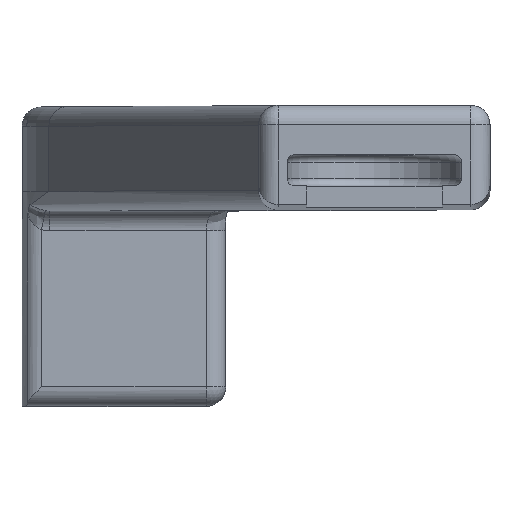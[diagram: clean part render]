
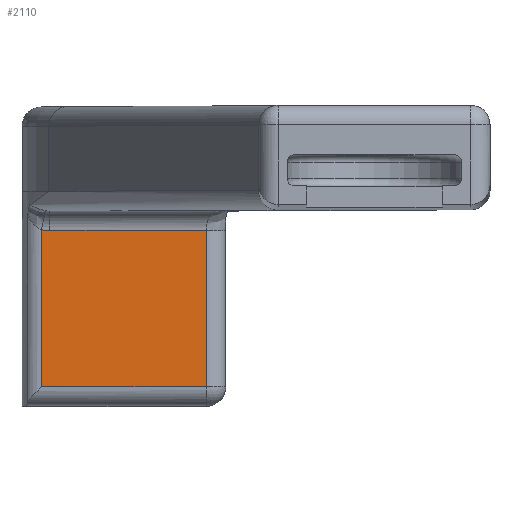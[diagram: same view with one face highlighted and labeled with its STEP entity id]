
A CAD part, top view. The second image highlights one B-rep face of the part: STEP entity #2110.
In plain terms, the highlighted planar face has unit normal (0, 0, 1).
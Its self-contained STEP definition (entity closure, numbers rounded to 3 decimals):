
#28=ELLIPSE('',#2366,6.385,6.);
#227=LINE('',#3739,#391);
#230=LINE('',#3782,#394);
#233=LINE('',#3792,#397);
#234=LINE('',#3794,#398);
#391=VECTOR('',#2973,10.);
#394=VECTOR('',#2982,10.);
#397=VECTOR('',#2993,10.);
#398=VECTOR('',#2996,10.);
#451=PLANE('',#2365);
#567=FACE_OUTER_BOUND('',#703,.T.);
#703=EDGE_LOOP('',(#1843,#1844,#1845,#1846,#1847));
#918=VERTEX_POINT('',#3330);
#1024=VERTEX_POINT('',#3732);
#1026=VERTEX_POINT('',#3737);
#1027=VERTEX_POINT('',#3781);
#1030=VERTEX_POINT('',#3791);
#1305=EDGE_CURVE('',#1026,#1024,#227,.T.);
#1310=EDGE_CURVE('',#1024,#1027,#230,.T.);
#1315=EDGE_CURVE('',#1030,#1026,#233,.T.);
#1316=EDGE_CURVE('',#918,#1030,#28,.T.);
#1317=EDGE_CURVE('',#1027,#918,#234,.T.);
#1843=ORIENTED_EDGE('',*,*,#1310,.F.);
#1844=ORIENTED_EDGE('',*,*,#1305,.F.);
#1845=ORIENTED_EDGE('',*,*,#1315,.F.);
#1846=ORIENTED_EDGE('',*,*,#1316,.F.);
#1847=ORIENTED_EDGE('',*,*,#1317,.F.);
#2110=ADVANCED_FACE('',(#567),#451,.T.);
#2365=AXIS2_PLACEMENT_3D('',#3790,#2991,#2992);
#2366=AXIS2_PLACEMENT_3D('',#3793,#2994,#2995);
#2973=DIRECTION('',(0.,-1.,0.));
#2982=DIRECTION('',(-1.,0.,0.));
#2991=DIRECTION('center_axis',(0.,0.,
1.));
#2992=DIRECTION('ref_axis',(-1.,0.,0.));
#2993=DIRECTION('',(1.,0.,0.));
#2994=DIRECTION('center_axis',(0.,0.,
1.));
#2995=DIRECTION('ref_axis',(-1.,0.,0.));
#2996=DIRECTION('',(0.,1.,0.));
#3330=CARTESIAN_POINT('',(-2.,27.123,50.2));
#3732=CARTESIAN_POINT('',(23.321,3.,50.2));
#3737=CARTESIAN_POINT('',(23.321,27.,50.2));
#3739=CARTESIAN_POINT('',(23.321,30.,50.2));
#3781=CARTESIAN_POINT('',(-2.,3.,50.2));
#3782=CARTESIAN_POINT('',(19.099,3.,50.2));
#3790=CARTESIAN_POINT('Origin',(27.132,30.,50.2));
#3791=CARTESIAN_POINT('',(-0.716,27.,50.2));
#3792=CARTESIAN_POINT('',(29.039,27.,50.2));
#3793=CARTESIAN_POINT('Origin',(-0.716,33.,50.2));
#3794=CARTESIAN_POINT('',(-2.,38.,50.2));
